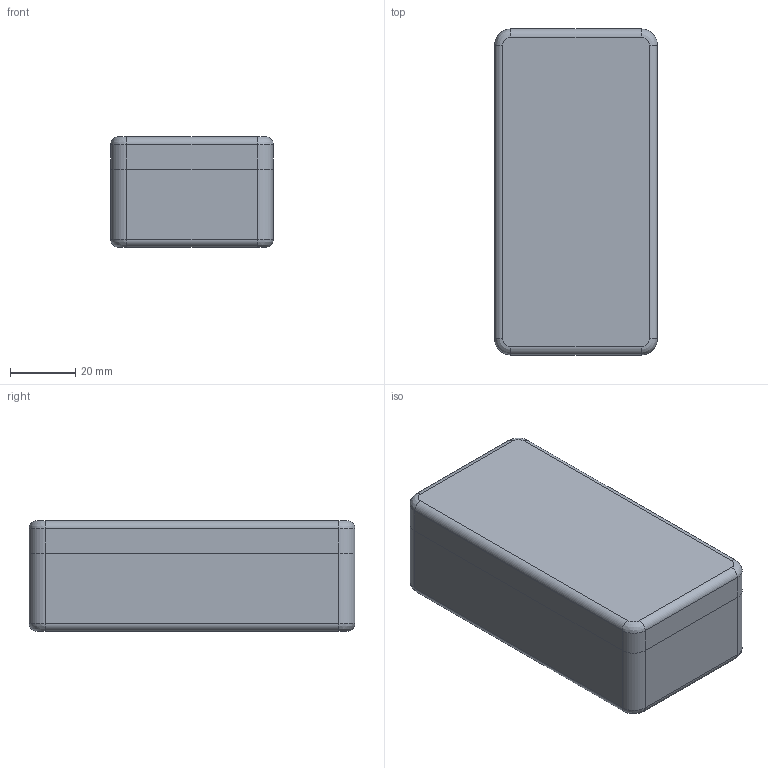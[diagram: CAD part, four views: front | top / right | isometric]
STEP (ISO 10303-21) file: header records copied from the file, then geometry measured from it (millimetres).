
FILE_DESCRIPTION(/* description */ (''),/* implementation_level */ '2;1');
FILE_NAME(/* name */ 'senseEle_PCB_Antenna_rev1_Enclosure_V2 v7.step',/* time_stamp */ '2019-11-20T16:23:20+06:00',/* author */ (''),/* organization */ (''),/* preprocessor_version */ 'ST-DEVELOPER v18',/* originating_system */ 'Autodesk Translation Framework v8.12.0.6',/* authorisation */ '');
FILE_SCHEMA (('AUTOMOTIVE_DESIGN { 1 0 10303 214 3 1 1 }'));
Length unit declared in the file: millimetre
Products named in the file (20): senseEle_PCB_Antenna_rev1_Enclosure_V2; senseEle_PCB_Antenna_rev1_PCB; R_0402_1005Metric; SOLID; SOT-23-5; SOLID (2); C_0603_1608Metric; SOLID (1); C_1206_3216Metric; SOLID (4); C_0402_1005Metric; SOLID (3); PinHeader_2x03_P2; SOLID (5); L_0402_1005Metric; SOLID (6); LGA-12_2x2mm_P0; SOLID (7); COMPOUND; 2xAA Battery Holder
Assembly tree (51 placements, depth 4):
  senseEle_PCB_Antenna_rev1_Enclosure_V2
    senseEle_PCB_Antenna_rev1_PCB
      R_0402_1005Metric
        SOLID
      C_0603_1608Metric  x5
        SOLID (1)
      SOT-23-5
        SOLID (2)
      C_0402_1005Metric  x29
        SOLID (3)
      C_1206_3216Metric
        SOLID (4)
      PinHeader_2x03_P2
        SOLID (5)
      L_0402_1005Metric
        SOLID (6)
      LGA-12_2x2mm_P0
        SOLID (7)
      COMPOUND
    2xAA Battery Holder
Bounding box: 50 x 100 x 34 mm (x, y, z)
Volume: 69068.6 mm3; surface area: 56501 mm2
Topology: 44 solids, 44 shells, 1665 faces, 4276 edges, 2820 vertices
Faces by surface type: plane 1035, cylinder 622, bspline 8
Full cylindrical faces by diameter (mm): 0.35 x1, 1 x6, 1.2 x2, 2.5 x4, 2.7 x4, 2.8 x2, 3 x4, 3.3 x1, 5.5 x4
Entity records: 24599 total; most frequent: CARTESIAN_POINT 4160, DIRECTION 4150, ORIENTED_EDGE 3944, EDGE_CURVE 1972, LINE 1458, VECTOR 1458, AXIS2_PLACEMENT_3D 1346, VERTEX_POINT 1284
